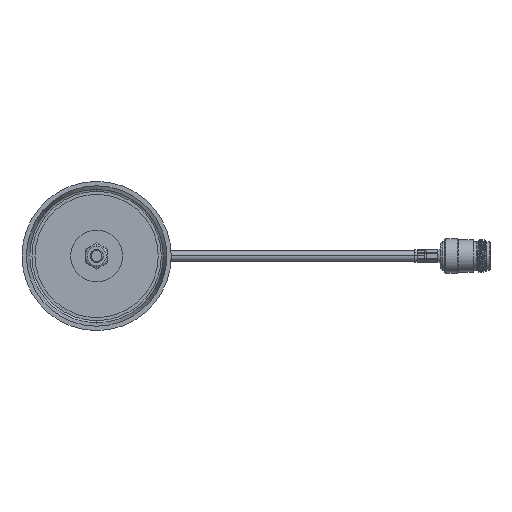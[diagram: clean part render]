
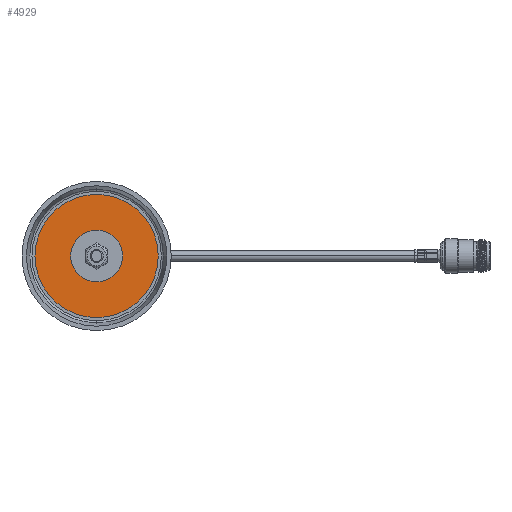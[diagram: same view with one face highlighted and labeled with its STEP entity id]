
A CAD part, front view. The second image highlights one B-rep face of the part: STEP entity #4929.
In plain terms, the highlighted planar face has unit normal (0, -1, 0).
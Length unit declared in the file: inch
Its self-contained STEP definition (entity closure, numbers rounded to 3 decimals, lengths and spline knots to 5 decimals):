
#316 = AXIS2_PLACEMENT_3D ( 'NONE', #13559, #7324, #4804 ) ;
#425 = VERTEX_POINT ( 'NONE', #7072 ) ;
#987 = DIRECTION ( 'NONE',  ( 0., 0., 1. ) ) ;
#1554 = DIRECTION ( 'NONE',  ( 0., 1., 0. ) ) ;
#1820 = EDGE_CURVE ( 'NONE', #11910, #13953, #5101, .T. ) ;
#1844 = EDGE_CURVE ( 'NONE', #13953, #11910, #11059, .T. ) ;
#2197 = VERTEX_POINT ( 'NONE', #8049 ) ;
#2384 = CARTESIAN_POINT ( 'NONE',  ( 0., 0., -1.1875 ) ) ;
#2446 = AXIS2_PLACEMENT_3D ( 'NONE', #4284, #1554, #7868 ) ;
#3579 = DIRECTION ( 'NONE',  ( 0., 1., 0. ) ) ;
#4284 = CARTESIAN_POINT ( 'NONE',  ( 0., 0., 0. ) ) ;
#4449 = FACE_BOUND ( 'NONE', #5712, .T. ) ;
#4601 = FACE_OUTER_BOUND ( 'NONE', #4764, .T. ) ;
#4728 = EDGE_CURVE ( 'NONE', #2197, #425, #9162, .T. ) ;
#4751 = ORIENTED_EDGE ( 'NONE', *, *, #4728, .T. ) ;
#4764 = EDGE_LOOP ( 'NONE', ( #15222, #9582 ) ) ;
#4804 = DIRECTION ( 'NONE',  ( 0., 0., 1. ) ) ;
#4929 = ADVANCED_FACE ( 'NONE', ( #4449, #4601 ), #14585, .F. ) ;
#5101 = CIRCLE ( 'NONE', #11314, 1.1875 ) ;
#5556 = CARTESIAN_POINT ( 'NONE',  ( 0., 0., 1.1875 ) ) ;
#5712 = EDGE_LOOP ( 'NONE', ( #8706, #4751 ) ) ;
#5994 = DIRECTION ( 'NONE',  ( 1., 0., 0. ) ) ;
#6207 = EDGE_CURVE ( 'NONE', #425, #2197, #14819, .T. ) ;
#7072 = CARTESIAN_POINT ( 'NONE',  ( 0., 0., 0.5 ) ) ;
#7324 = DIRECTION ( 'NONE',  ( 0., 1., 0. ) ) ;
#7868 = DIRECTION ( 'NONE',  ( 0., 0., 1. ) ) ;
#8049 = CARTESIAN_POINT ( 'NONE',  ( 0., 0., -0.5 ) ) ;
#8180 = DIRECTION ( 'NONE',  ( 0., 1., 0. ) ) ;
#8706 = ORIENTED_EDGE ( 'NONE', *, *, #6207, .T. ) ;
#8907 = CARTESIAN_POINT ( 'NONE',  ( 0., 0., 0. ) ) ;
#9162 = CIRCLE ( 'NONE', #2446, 0.5 ) ;
#9582 = ORIENTED_EDGE ( 'NONE', *, *, #1820, .F. ) ;
#10818 = AXIS2_PLACEMENT_3D ( 'NONE', #8907, #15075, #15832 ) ;
#10849 = CARTESIAN_POINT ( 'NONE',  ( 0., 0., 0. ) ) ;
#11059 = CIRCLE ( 'NONE', #10818, 1.1875 ) ;
#11314 = AXIS2_PLACEMENT_3D ( 'NONE', #12075, #3579, #987 ) ;
#11910 = VERTEX_POINT ( 'NONE', #2384 ) ;
#12075 = CARTESIAN_POINT ( 'NONE',  ( 0., 0., 0. ) ) ;
#13559 = CARTESIAN_POINT ( 'NONE',  ( 0., 0., 0. ) ) ;
#13953 = VERTEX_POINT ( 'NONE', #5556 ) ;
#14585 = PLANE ( 'NONE',  #15643 ) ;
#14819 = CIRCLE ( 'NONE', #316, 0.5 ) ;
#15075 = DIRECTION ( 'NONE',  ( 0., 1., 0. ) ) ;
#15222 = ORIENTED_EDGE ( 'NONE', *, *, #1844, .F. ) ;
#15643 = AXIS2_PLACEMENT_3D ( 'NONE', #10849, #8180, #5994 ) ;
#15832 = DIRECTION ( 'NONE',  ( 0., 0., 1. ) ) ;
